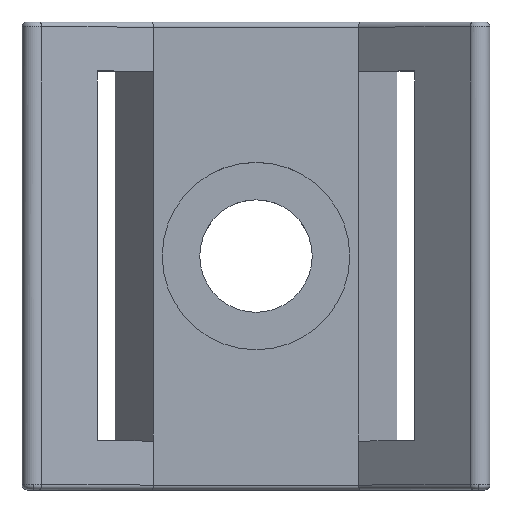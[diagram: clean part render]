
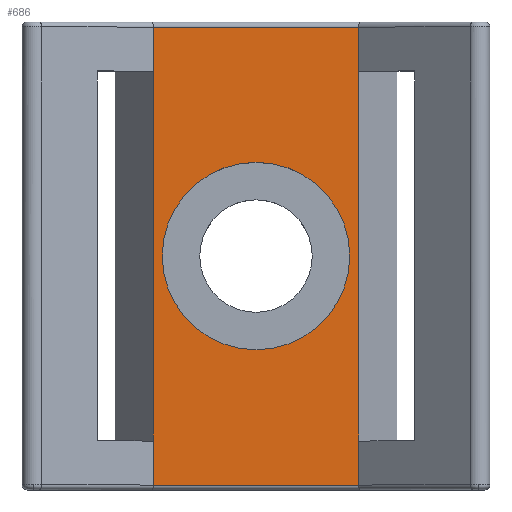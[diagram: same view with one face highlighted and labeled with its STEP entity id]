
A CAD part, top view. The second image highlights one B-rep face of the part: STEP entity #686.
In plain terms, the highlighted planar face has unit normal (0, 0, 1).
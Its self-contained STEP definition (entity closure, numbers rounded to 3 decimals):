
#7 = CARTESIAN_POINT ( 'NONE',  ( 6.3, -11.35, 3.14 ) ) ;
#17 = CARTESIAN_POINT ( 'NONE',  ( -6.3, -11.35, 3.14 ) ) ;
#18 = CIRCLE ( 'NONE', #197, 5.75 ) ;
#32 = ORIENTED_EDGE ( 'NONE', *, *, #726, .F. ) ;
#42 = VECTOR ( 'NONE', #827, 1000. ) ;
#73 = CARTESIAN_POINT ( 'NONE',  ( 0., 0., 3.14 ) ) ;
#85 = DIRECTION ( 'NONE',  ( 0., -1., 0. ) ) ;
#86 = CARTESIAN_POINT ( 'NONE',  ( -6.3, 14.35, 3.14 ) ) ;
#95 = DIRECTION ( 'NONE',  ( -1., 0., 0. ) ) ;
#102 = ORIENTED_EDGE ( 'NONE', *, *, #1213, .F. ) ;
#109 = CARTESIAN_POINT ( 'NONE',  ( 6.3, 14.35, 3.14 ) ) ;
#114 = VECTOR ( 'NONE', #761, 1000. ) ;
#122 = CARTESIAN_POINT ( 'NONE',  ( -6.3, -11.35, 3.14 ) ) ;
#130 = CARTESIAN_POINT ( 'NONE',  ( -5.75, 0., 3.14 ) ) ;
#164 = VECTOR ( 'NONE', #1375, 1000. ) ;
#187 = VERTEX_POINT ( 'NONE', #1095 ) ;
#197 = AXIS2_PLACEMENT_3D ( 'NONE', #73, #313, #655 ) ;
#207 = CARTESIAN_POINT ( 'NONE',  ( 6.3, -14.05, 3.14 ) ) ;
#250 = CARTESIAN_POINT ( 'NONE',  ( 5.75, 0., 3.14 ) ) ;
#278 = CARTESIAN_POINT ( 'NONE',  ( -6.3, 14.35, 3.14 ) ) ;
#291 = CARTESIAN_POINT ( 'NONE',  ( 6.3, -11.35, 3.14 ) ) ;
#308 = CARTESIAN_POINT ( 'NONE',  ( 6.3, 14.35, 3.14 ) ) ;
#313 = DIRECTION ( 'NONE',  ( 0., 0., 1. ) ) ;
#341 = VECTOR ( 'NONE', #555, 1000. ) ;
#342 = EDGE_CURVE ( 'NONE', #371, #523, #892, .T. ) ;
#356 = ORIENTED_EDGE ( 'NONE', *, *, #342, .F. ) ;
#357 = CARTESIAN_POINT ( 'NONE',  ( -6.3, 11.35, 3.14 ) ) ;
#366 = VERTEX_POINT ( 'NONE', #130 ) ;
#371 = VERTEX_POINT ( 'NONE', #17 ) ;
#372 = ORIENTED_EDGE ( 'NONE', *, *, #576, .F. ) ;
#375 = DIRECTION ( 'NONE',  ( 0., -1., 0. ) ) ;
#382 = LINE ( 'NONE', #1049, #42 ) ;
#385 = VECTOR ( 'NONE', #688, 1000. ) ;
#411 = LINE ( 'NONE', #308, #1102 ) ;
#412 = DIRECTION ( 'NONE',  ( 0., 0., 1. ) ) ;
#439 = PLANE ( 'NONE',  #1417 ) ;
#445 = VERTEX_POINT ( 'NONE', #250 ) ;
#465 = VERTEX_POINT ( 'NONE', #909 ) ;
#523 = VERTEX_POINT ( 'NONE', #357 ) ;
#536 = ORIENTED_EDGE ( 'NONE', *, *, #913, .T. ) ;
#547 = DIRECTION ( 'NONE',  ( -1., 0., 0. ) ) ;
#555 = DIRECTION ( 'NONE',  ( 0., 1., 0. ) ) ;
#576 = EDGE_CURVE ( 'NONE', #1092, #757, #975, .T. ) ;
#585 = LINE ( 'NONE', #1025, #1398 ) ;
#628 = EDGE_LOOP ( 'NONE', ( #102, #32 ) ) ;
#645 = CARTESIAN_POINT ( 'NONE',  ( -6.3, 14.05, 3.14 ) ) ;
#649 = FACE_BOUND ( 'NONE', #628, .T. ) ;
#655 = DIRECTION ( 'NONE',  ( 1., 0., 0. ) ) ;
#666 = CIRCLE ( 'NONE', #1339, 5.75 ) ;
#686 = ADVANCED_FACE ( 'NONE', ( #649, #1068 ), #439, .F. ) ;
#688 = DIRECTION ( 'NONE',  ( 0., 1., 0. ) ) ;
#698 = ORIENTED_EDGE ( 'NONE', *, *, #748, .T. ) ;
#709 = ORIENTED_EDGE ( 'NONE', *, *, #1117, .F. ) ;
#726 = EDGE_CURVE ( 'NONE', #366, #445, #666, .T. ) ;
#748 = EDGE_CURVE ( 'NONE', #1248, #523, #867, .T. ) ;
#757 = VERTEX_POINT ( 'NONE', #207 ) ;
#761 = DIRECTION ( 'NONE',  ( 0., -1., 0. ) ) ;
#803 = EDGE_CURVE ( 'NONE', #1092, #1205, #1240, .T. ) ;
#827 = DIRECTION ( 'NONE',  ( 1., 0., 0. ) ) ;
#856 = ORIENTED_EDGE ( 'NONE', *, *, #904, .T. ) ;
#867 = LINE ( 'NONE', #1295, #114 ) ;
#876 = DIRECTION ( 'NONE',  ( 1., 0., 0. ) ) ;
#892 = LINE ( 'NONE', #122, #385 ) ;
#904 = EDGE_CURVE ( 'NONE', #465, #1248, #585, .T. ) ;
#909 = CARTESIAN_POINT ( 'NONE',  ( 6.3, 14.05, 3.14 ) ) ;
#913 = EDGE_CURVE ( 'NONE', #187, #757, #382, .T. ) ;
#963 = CARTESIAN_POINT ( 'NONE',  ( 6.3, 11.35, 3.14 ) ) ;
#975 = LINE ( 'NONE', #109, #164 ) ;
#1025 = CARTESIAN_POINT ( 'NONE',  ( -6.3, 14.05, 3.14 ) ) ;
#1036 = LINE ( 'NONE', #278, #1082 ) ;
#1049 = CARTESIAN_POINT ( 'NONE',  ( -6.3, -14.05, 3.14 ) ) ;
#1065 = EDGE_CURVE ( 'NONE', #371, #187, #1036, .T. ) ;
#1068 = FACE_OUTER_BOUND ( 'NONE', #1296, .T. ) ;
#1072 = ORIENTED_EDGE ( 'NONE', *, *, #803, .T. ) ;
#1082 = VECTOR ( 'NONE', #375, 1000. ) ;
#1092 = VERTEX_POINT ( 'NONE', #291 ) ;
#1095 = CARTESIAN_POINT ( 'NONE',  ( -6.3, -14.05, 3.14 ) ) ;
#1102 = VECTOR ( 'NONE', #85, 1000. ) ;
#1117 = EDGE_CURVE ( 'NONE', #465, #1205, #411, .T. ) ;
#1174 = DIRECTION ( 'NONE',  ( 0., 0., -1. ) ) ;
#1205 = VERTEX_POINT ( 'NONE', #963 ) ;
#1213 = EDGE_CURVE ( 'NONE', #445, #366, #18, .T. ) ;
#1240 = LINE ( 'NONE', #7, #341 ) ;
#1248 = VERTEX_POINT ( 'NONE', #645 ) ;
#1289 = ORIENTED_EDGE ( 'NONE', *, *, #1065, .T. ) ;
#1295 = CARTESIAN_POINT ( 'NONE',  ( -6.3, 14.35, 3.14 ) ) ;
#1296 = EDGE_LOOP ( 'NONE', ( #709, #856, #698, #356, #1289, #536, #372, #1072 ) ) ;
#1339 = AXIS2_PLACEMENT_3D ( 'NONE', #1395, #412, #876 ) ;
#1375 = DIRECTION ( 'NONE',  ( 0., -1., 0. ) ) ;
#1395 = CARTESIAN_POINT ( 'NONE',  ( 0., 0., 3.14 ) ) ;
#1398 = VECTOR ( 'NONE', #547, 1000. ) ;
#1417 = AXIS2_PLACEMENT_3D ( 'NONE', #86, #1174, #95 ) ;
